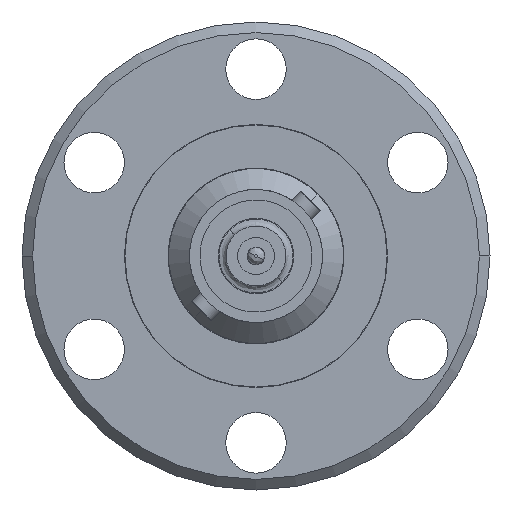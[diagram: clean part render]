
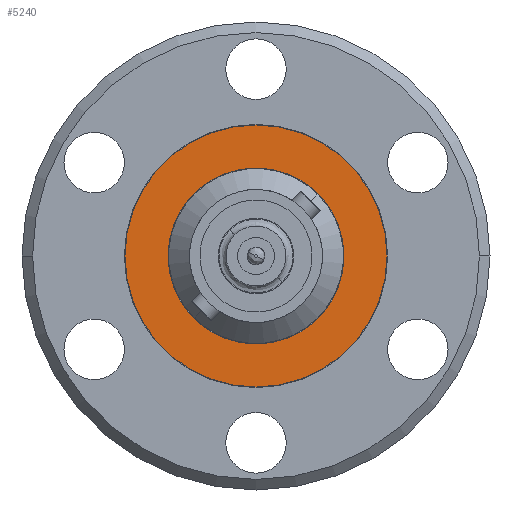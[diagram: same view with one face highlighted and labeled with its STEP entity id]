
A CAD part, front view. The second image highlights one B-rep face of the part: STEP entity #5240.
In plain terms, the highlighted planar face has unit normal (0, -1, 0).
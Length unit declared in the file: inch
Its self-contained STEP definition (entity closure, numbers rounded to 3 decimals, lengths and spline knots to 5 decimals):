
#512 = ORIENTED_EDGE ( 'NONE', *, *, #1025, .F. ) ;
#514 = ORIENTED_EDGE ( 'NONE', *, *, #2180, .F. ) ;
#516 = ORIENTED_EDGE ( 'NONE', *, *, #1016, .T. ) ;
#518 = ORIENTED_EDGE ( 'NONE', *, *, #2178, .T. ) ;
#1016 = EDGE_CURVE ( 'NONE', #4236, #4235, #1744, .T. ) ;
#1025 = EDGE_CURVE ( 'NONE', #4250, #4243, #1756, .T. ) ;
#1744 = CIRCLE ( 'NONE', #5005, 0.25 ) ;
#1756 = CIRCLE ( 'NONE', #5011, 0.3725 ) ;
#2178 = EDGE_CURVE ( 'NONE', #4235, #4236, #6050, .T. ) ;
#2180 = EDGE_CURVE ( 'NONE', #4243, #4250, #6046, .T. ) ;
#2651 = EDGE_LOOP ( 'NONE', ( #512, #514 ) ) ;
#2655 = EDGE_LOOP ( 'NONE', ( #516, #518 ) ) ;
#3099 = CARTESIAN_POINT ( 'NONE',  ( 0.3725, -0.9, 0. ) ) ;
#3107 = PLANE ( 'NONE',  #4466 ) ;
#3109 = DIRECTION ( 'NONE',  ( 0., 1., 0. ) ) ;
#3110 = DIRECTION ( 'NONE',  ( 0., 0., 1. ) ) ;
#3237 = CARTESIAN_POINT ( 'NONE',  ( 0., -0.9, 0. ) ) ;
#3238 = DIRECTION ( 'NONE',  ( 0., 1., 0. ) ) ;
#3239 = DIRECTION ( 'NONE',  ( 0., 0., 1. ) ) ;
#3262 = CARTESIAN_POINT ( 'NONE',  ( 0., -0.9, 0. ) ) ;
#3263 = DIRECTION ( 'NONE',  ( 0., 1., 0. ) ) ;
#3264 = DIRECTION ( 'NONE',  ( 0., 0., 1. ) ) ;
#3826 = CARTESIAN_POINT ( 'NONE',  ( 0., -0.9, -0.25 ) ) ;
#3827 = CARTESIAN_POINT ( 'NONE',  ( 0., -0.9, 0.25 ) ) ;
#3834 = CARTESIAN_POINT ( 'NONE',  ( 0., -0.9, -0.3725 ) ) ;
#3857 = FACE_BOUND ( 'NONE', #2655, .T. ) ;
#3864 = FACE_OUTER_BOUND ( 'NONE', #2651, .T. ) ;
#4235 = VERTEX_POINT ( 'NONE', #3826 ) ;
#4236 = VERTEX_POINT ( 'NONE', #3827 ) ;
#4243 = VERTEX_POINT ( 'NONE', #3834 ) ;
#4250 = VERTEX_POINT ( 'NONE', #4486 ) ;
#4466 = AXIS2_PLACEMENT_3D ( 'NONE', #3099, #3109, #3110 ) ;
#4486 = CARTESIAN_POINT ( 'NONE',  ( 0., -0.9, 0.3725 ) ) ;
#4807 = CARTESIAN_POINT ( 'NONE',  ( 0., -0.9, 0. ) ) ;
#4808 = DIRECTION ( 'NONE',  ( 0., 1., 0. ) ) ;
#4809 = DIRECTION ( 'NONE',  ( 0., 0., 1. ) ) ;
#4813 = CARTESIAN_POINT ( 'NONE',  ( 0., -0.9, 0. ) ) ;
#4814 = DIRECTION ( 'NONE',  ( 0., 1., 0. ) ) ;
#4815 = DIRECTION ( 'NONE',  ( 0., 0., 1. ) ) ;
#5005 = AXIS2_PLACEMENT_3D ( 'NONE', #3237, #3238, #3239 ) ;
#5011 = AXIS2_PLACEMENT_3D ( 'NONE', #3262, #3263, #3264 ) ;
#5030 = AXIS2_PLACEMENT_3D ( 'NONE', #4807, #4808, #4809 ) ;
#5032 = AXIS2_PLACEMENT_3D ( 'NONE', #4813, #4814, #4815 ) ;
#5240 = ADVANCED_FACE ( 'NONE', ( #3864, #3857 ), #3107, .F. ) ;
#6046 = CIRCLE ( 'NONE', #5032, 0.3725 ) ;
#6050 = CIRCLE ( 'NONE', #5030, 0.25 ) ;
